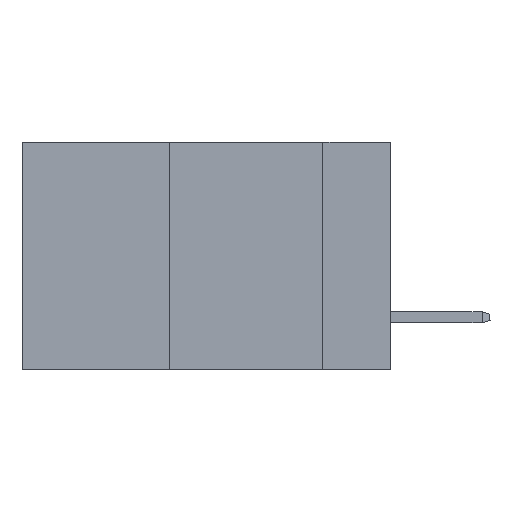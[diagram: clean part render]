
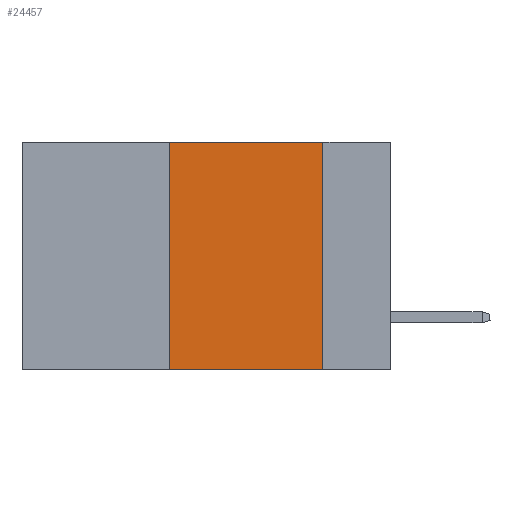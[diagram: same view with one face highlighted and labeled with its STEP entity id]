
A CAD part, left-side view. The second image highlights one B-rep face of the part: STEP entity #24457.
In plain terms, the highlighted planar face has unit normal (-1, 0, 0).
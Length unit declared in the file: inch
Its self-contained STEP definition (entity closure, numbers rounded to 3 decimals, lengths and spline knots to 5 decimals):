
#1054 = ORIENTED_EDGE ( 'NONE', *, *, #17416, .F. ) ;
#2360 = VERTEX_POINT ( 'NONE', #9828 ) ;
#3467 = EDGE_CURVE ( 'NONE', #15241, #2360, #4706, .T. ) ;
#4706 = LINE ( 'NONE', #16449, #31575 ) ;
#5201 = DIRECTION ( 'NONE',  ( 1., 0., 0. ) ) ;
#5803 = VECTOR ( 'NONE', #6168, 39.37008 ) ;
#6168 = DIRECTION ( 'NONE',  ( 0., 0., -1. ) ) ;
#6603 = EDGE_CURVE ( 'NONE', #35039, #17813, #31171, .T. ) ;
#6735 = VECTOR ( 'NONE', #35769, 39.37008 ) ;
#7459 = CARTESIAN_POINT ( 'NONE',  ( 0., 0.11, 0. ) ) ;
#8133 = ORIENTED_EDGE ( 'NONE', *, *, #6603, .F. ) ;
#8977 = CARTESIAN_POINT ( 'NONE',  ( 0., 0.36, 0. ) ) ;
#9828 = CARTESIAN_POINT ( 'NONE',  ( 0., 0.11, -0.37 ) ) ;
#12452 = DIRECTION ( 'NONE',  ( 0., 0., 1. ) ) ;
#12839 = AXIS2_PLACEMENT_3D ( 'NONE', #30028, #5201, #33199 ) ;
#13945 = EDGE_CURVE ( 'NONE', #15241, #35039, #31734, .T. ) ;
#15070 = ORIENTED_EDGE ( 'NONE', *, *, #13945, .F. ) ;
#15241 = VERTEX_POINT ( 'NONE', #17608 ) ;
#16131 = CARTESIAN_POINT ( 'NONE',  ( 0., 0.36, 0. ) ) ;
#16449 = CARTESIAN_POINT ( 'NONE',  ( 0., 0.6, -0.37 ) ) ;
#17416 = EDGE_CURVE ( 'NONE', #17813, #2360, #25805, .T. ) ;
#17608 = CARTESIAN_POINT ( 'NONE',  ( 0., 0.36, -0.37 ) ) ;
#17813 = VERTEX_POINT ( 'NONE', #7459 ) ;
#21817 = FACE_OUTER_BOUND ( 'NONE', #38580, .T. ) ;
#24457 = ADVANCED_FACE ( 'NONE', ( #21817 ), #26920, .F. ) ;
#25805 = LINE ( 'NONE', #40440, #5803 ) ;
#26920 = PLANE ( 'NONE',  #12839 ) ;
#29875 = ORIENTED_EDGE ( 'NONE', *, *, #3467, .T. ) ;
#30028 = CARTESIAN_POINT ( 'NONE',  ( 0., 0.6, 0. ) ) ;
#31171 = LINE ( 'NONE', #32635, #6735 ) ;
#31575 = VECTOR ( 'NONE', #32151, 39.37008 ) ;
#31734 = LINE ( 'NONE', #16131, #39551 ) ;
#32151 = DIRECTION ( 'NONE',  ( 0., -1., 0. ) ) ;
#32635 = CARTESIAN_POINT ( 'NONE',  ( 0., 0.6, 0. ) ) ;
#33199 = DIRECTION ( 'NONE',  ( 0., 0., -1. ) ) ;
#35039 = VERTEX_POINT ( 'NONE', #8977 ) ;
#35769 = DIRECTION ( 'NONE',  ( 0., -1., 0. ) ) ;
#38580 = EDGE_LOOP ( 'NONE', ( #1054, #8133, #15070, #29875 ) ) ;
#39551 = VECTOR ( 'NONE', #12452, 39.37008 ) ;
#40440 = CARTESIAN_POINT ( 'NONE',  ( 0., 0.11, 0. ) ) ;
